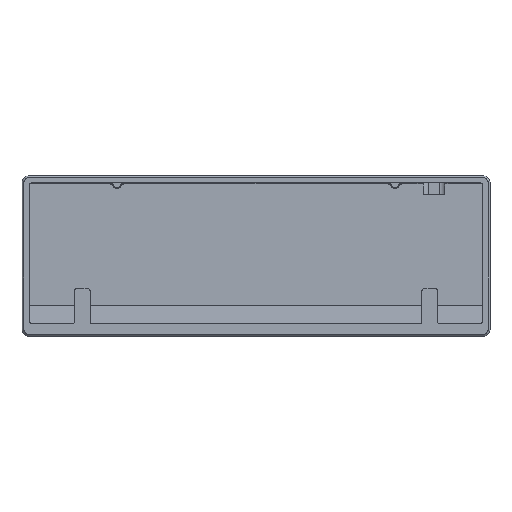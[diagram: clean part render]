
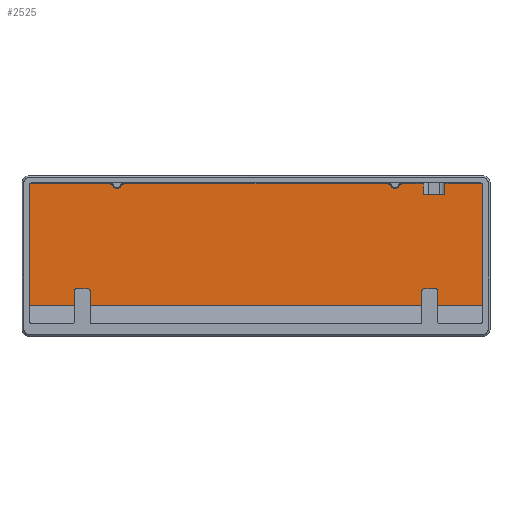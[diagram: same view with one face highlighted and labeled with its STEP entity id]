
A CAD part, top view. The second image highlights one B-rep face of the part: STEP entity #2525.
In plain terms, the highlighted planar face has unit normal (0, 0, 1).
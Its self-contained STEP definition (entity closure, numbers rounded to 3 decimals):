
#75=PLANE('',#2679);
#145=FACE_OUTER_BOUND('',#295,.T.);
#295=EDGE_LOOP('',(#1695,#1696,#1697,#1698,#1699,#1700,#1701,#1702,#1703,
#1704,#1705,#1706,#1707,#1708,#1709,#1710));
#457=CIRCLE('',#2680,2.05);
#458=CIRCLE('',#2681,2.6);
#459=CIRCLE('',#2682,2.05);
#460=CIRCLE('',#2683,2.05);
#461=CIRCLE('',#2684,2.6);
#462=CIRCLE('',#2685,2.05);
#603=LINE('',#3842,#824);
#605=LINE('',#3848,#826);
#606=LINE('',#3850,#827);
#607=LINE('',#3852,#828);
#608=LINE('',#3854,#829);
#609=LINE('',#3862,#830);
#610=LINE('',#3870,#831);
#611=LINE('',#3872,#832);
#612=LINE('',#3874,#833);
#613=LINE('',#3875,#834);
#824=VECTOR('',#2990,10.);
#826=VECTOR('',#2996,10.);
#827=VECTOR('',#2997,10.);
#828=VECTOR('',#2998,10.);
#829=VECTOR('',#2999,10.);
#830=VECTOR('',#3006,10.);
#831=VECTOR('',#3013,10.);
#832=VECTOR('',#3014,10.);
#833=VECTOR('',#3015,10.);
#834=VECTOR('',#3016,10.);
#1050=VERTEX_POINT('',#3830);
#1051=VERTEX_POINT('',#3841);
#1053=VERTEX_POINT('',#3847);
#1054=VERTEX_POINT('',#3849);
#1055=VERTEX_POINT('',#3851);
#1056=VERTEX_POINT('',#3853);
#1057=VERTEX_POINT('',#3855);
#1058=VERTEX_POINT('',#3857);
#1059=VERTEX_POINT('',#3859);
#1060=VERTEX_POINT('',#3861);
#1061=VERTEX_POINT('',#3863);
#1062=VERTEX_POINT('',#3865);
#1063=VERTEX_POINT('',#3867);
#1064=VERTEX_POINT('',#3869);
#1065=VERTEX_POINT('',#3871);
#1066=VERTEX_POINT('',#3873);
#1302=EDGE_CURVE('',#1050,#1051,#603,.T.);
#1305=EDGE_CURVE('',#1050,#1053,#605,.T.);
#1306=EDGE_CURVE('',#1053,#1054,#606,.T.);
#1307=EDGE_CURVE('',#1054,#1055,#607,.T.);
#1308=EDGE_CURVE('',#1056,#1055,#608,.T.);
#1309=EDGE_CURVE('',#1057,#1056,#457,.T.);
#1310=EDGE_CURVE('',#1058,#1057,#458,.T.);
#1311=EDGE_CURVE('',#1059,#1058,#459,.T.);
#1312=EDGE_CURVE('',#1060,#1059,#609,.T.);
#1313=EDGE_CURVE('',#1061,#1060,#460,.T.);
#1314=EDGE_CURVE('',#1062,#1061,#461,.T.);
#1315=EDGE_CURVE('',#1063,#1062,#462,.T.);
#1316=EDGE_CURVE('',#1064,#1063,#610,.T.);
#1317=EDGE_CURVE('',#1064,#1065,#611,.T.);
#1318=EDGE_CURVE('',#1065,#1066,#612,.F.);
#1319=EDGE_CURVE('',#1066,#1051,#613,.T.);
#1695=ORIENTED_EDGE('',*,*,#1302,.F.);
#1696=ORIENTED_EDGE('',*,*,#1305,.T.);
#1697=ORIENTED_EDGE('',*,*,#1306,.T.);
#1698=ORIENTED_EDGE('',*,*,#1307,.T.);
#1699=ORIENTED_EDGE('',*,*,#1308,.F.);
#1700=ORIENTED_EDGE('',*,*,#1309,.F.);
#1701=ORIENTED_EDGE('',*,*,#1310,.F.);
#1702=ORIENTED_EDGE('',*,*,#1311,.F.);
#1703=ORIENTED_EDGE('',*,*,#1312,.F.);
#1704=ORIENTED_EDGE('',*,*,#1313,.F.);
#1705=ORIENTED_EDGE('',*,*,#1314,.F.);
#1706=ORIENTED_EDGE('',*,*,#1315,.F.);
#1707=ORIENTED_EDGE('',*,*,#1316,.F.);
#1708=ORIENTED_EDGE('',*,*,#1317,.T.);
#1709=ORIENTED_EDGE('',*,*,#1318,.T.);
#1710=ORIENTED_EDGE('',*,*,#1319,.T.);
#2525=ADVANCED_FACE('',(#145),#75,.F.);
#2679=AXIS2_PLACEMENT_3D('',#3846,#2994,#2995);
#2680=AXIS2_PLACEMENT_3D('',#3856,#3000,#3001);
#2681=AXIS2_PLACEMENT_3D('',#3858,#3002,#3003);
#2682=AXIS2_PLACEMENT_3D('',#3860,#3004,#3005);
#2683=AXIS2_PLACEMENT_3D('',#3864,#3007,#3008);
#2684=AXIS2_PLACEMENT_3D('',#3866,#3009,#3010);
#2685=AXIS2_PLACEMENT_3D('',#3868,#3011,#3012);
#2990=DIRECTION('',(1.,0.,0.));
#2994=DIRECTION('center_axis',(0.,0.,-1.));
#2995=DIRECTION('ref_axis',(-1.,0.,0.));
#2996=DIRECTION('',(0.,-1.,0.));
#2997=DIRECTION('',(-1.,0.,0.));
#2998=DIRECTION('',(0.,1.,0.));
#2999=DIRECTION('',(1.,0.,0.));
#3000=DIRECTION('center_axis',(0.,0.,-1.));
#3001=DIRECTION('ref_axis',(-0.518,0.855,0.));
#3002=DIRECTION('center_axis',(0.,0.,1.));
#3003=DIRECTION('ref_axis',(0.,-1.,0.));
#3004=DIRECTION('center_axis',(0.,0.,-1.));
#3005=DIRECTION('ref_axis',(0.518,0.855,0.));
#3006=DIRECTION('',(1.,0.,0.));
#3007=DIRECTION('center_axis',(0.,0.,-1.));
#3008=DIRECTION('ref_axis',(-0.518,0.855,0.));
#3009=DIRECTION('center_axis',(0.,0.,1.));
#3010=DIRECTION('ref_axis',(0.,-1.,0.));
#3011=DIRECTION('center_axis',(0.,0.,-1.));
#3012=DIRECTION('ref_axis',(0.518,0.855,0.));
#3013=DIRECTION('',(1.,0.,0.));
#3014=DIRECTION('',(0.,-1.,0.));
#3015=DIRECTION('',(-1.,0.,0.));
#3016=DIRECTION('',(0.,1.,0.));
#3830=CARTESIAN_POINT('',(227.419,-0.025,-3.824));
#3841=CARTESIAN_POINT('',(248.125,-0.025,-3.824));
#3842=CARTESIAN_POINT('',(184.325,-0.025,-3.824));
#3846=CARTESIAN_POINT('Origin',(123.825,-28.036,-3.824));
#3847=CARTESIAN_POINT('',(227.419,-6.025,-3.824));
#3848=CARTESIAN_POINT('',(227.419,1.475,-3.824));
#3849=CARTESIAN_POINT('',(215.495,-6.025,-3.824));
#3850=CARTESIAN_POINT('',(110.491,-6.025,-3.824));
#3851=CARTESIAN_POINT('',(215.495,-0.025,-3.824));
#3852=CARTESIAN_POINT('',(215.495,1.475,-3.824));
#3853=CARTESIAN_POINT('',(204.149,-0.025,-3.824));
#3854=CARTESIAN_POINT('',(122.175,-0.025,-3.824));
#3855=CARTESIAN_POINT('',(202.331,-1.127,-3.824));
#3856=CARTESIAN_POINT('Origin',(204.149,-2.075,-3.824));
#3857=CARTESIAN_POINT('',(197.72,-1.127,-3.824));
#3858=CARTESIAN_POINT('Origin',(200.026,0.075,-3.824));
#3859=CARTESIAN_POINT('',(195.902,-0.025,-3.824));
#3860=CARTESIAN_POINT('Origin',(195.903,-2.075,-3.824));
#3861=CARTESIAN_POINT('',(51.749,-0.025,-3.824));
#3862=CARTESIAN_POINT('',(122.175,-0.025,-3.824));
#3863=CARTESIAN_POINT('',(49.931,-1.127,-3.824));
#3864=CARTESIAN_POINT('Origin',(51.749,-2.075,-3.824));
#3865=CARTESIAN_POINT('',(45.32,-1.127,-3.824));
#3866=CARTESIAN_POINT('Origin',(47.626,0.075,-3.824));
#3867=CARTESIAN_POINT('',(43.503,-0.025,-3.824));
#3868=CARTESIAN_POINT('Origin',(43.503,-2.075,-3.824));
#3869=CARTESIAN_POINT('',(-0.475,-0.025,-3.824));
#3870=CARTESIAN_POINT('',(122.175,-0.025,-3.824));
#3871=CARTESIAN_POINT('',(-0.475,-66.546,-3.824));
#3872=CARTESIAN_POINT('',(-0.475,-16.763,-3.824));
#3873=CARTESIAN_POINT('',(248.125,-66.546,-3.824));
#3874=CARTESIAN_POINT('',(61.675,-66.546,-3.824));
#3875=CARTESIAN_POINT('',(248.125,-20.463,-3.824));
